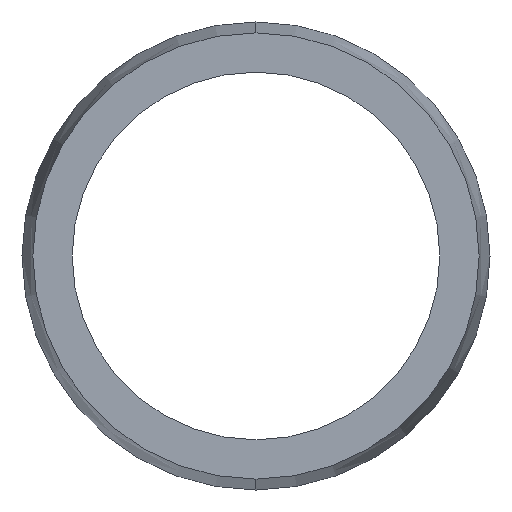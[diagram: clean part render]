
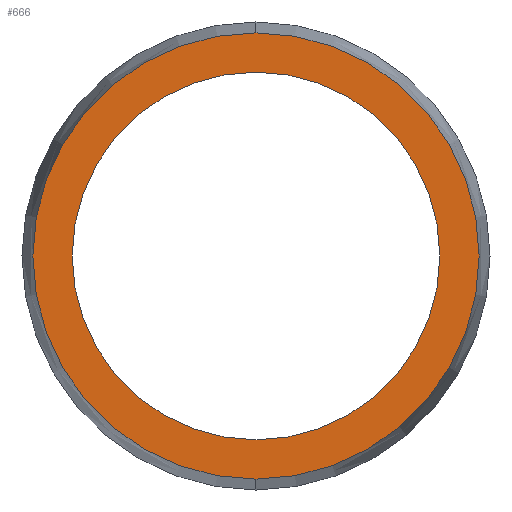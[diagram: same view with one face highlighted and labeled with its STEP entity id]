
A CAD part, left-side view. The second image highlights one B-rep face of the part: STEP entity #666.
In plain terms, the highlighted planar face has unit normal (-1, 0, 0).
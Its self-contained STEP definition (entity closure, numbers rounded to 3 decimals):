
#1 = ORIENTED_EDGE ( 'NONE', *, *, #750, .T. ) ;
#62 = DIRECTION ( 'NONE',  ( -1., 0., 0. ) ) ;
#121 = CIRCLE ( 'NONE', #412, 11. ) ;
#123 = EDGE_CURVE ( 'NONE', #238, #805, #121, .T. ) ;
#130 = ORIENTED_EDGE ( 'NONE', *, *, #123, .F. ) ;
#167 = AXIS2_PLACEMENT_3D ( 'NONE', #390, #644, #348 ) ;
#178 = CARTESIAN_POINT ( 'NONE',  ( -31.01, 0., 11. ) ) ;
#182 = DIRECTION ( 'NONE',  ( -1., 0., 0. ) ) ;
#189 = DIRECTION ( 'NONE',  ( 0., 0., -1. ) ) ;
#191 = CIRCLE ( 'NONE', #167, 11. ) ;
#201 = VERTEX_POINT ( 'NONE', #380 ) ;
#216 = FACE_OUTER_BOUND ( 'NONE', #817, .T. ) ;
#224 = CARTESIAN_POINT ( 'NONE',  ( -31.01, 0., 0. ) ) ;
#238 = VERTEX_POINT ( 'NONE', #368 ) ;
#283 = DIRECTION ( 'NONE',  ( -1., 0., 0. ) ) ;
#287 = EDGE_CURVE ( 'NONE', #624, #201, #436, .T. ) ;
#317 = DIRECTION ( 'NONE',  ( 0., 0., 1. ) ) ;
#339 = CIRCLE ( 'NONE', #684, 13.35 ) ;
#348 = DIRECTION ( 'NONE',  ( 0., 0., 1. ) ) ;
#368 = CARTESIAN_POINT ( 'NONE',  ( -31.01, 0., -11. ) ) ;
#377 = CARTESIAN_POINT ( 'NONE',  ( -31.01, 0., 0. ) ) ;
#380 = CARTESIAN_POINT ( 'NONE',  ( -31.01, 0., 13.35 ) ) ;
#390 = CARTESIAN_POINT ( 'NONE',  ( -31.01, 0., 0. ) ) ;
#391 = ORIENTED_EDGE ( 'NONE', *, *, #515, .F. ) ;
#412 = AXIS2_PLACEMENT_3D ( 'NONE', #224, #283, #731 ) ;
#413 = FACE_BOUND ( 'NONE', #735, .T. ) ;
#419 = AXIS2_PLACEMENT_3D ( 'NONE', #752, #438, #189 ) ;
#436 = CIRCLE ( 'NONE', #546, 13.35 ) ;
#438 = DIRECTION ( 'NONE',  ( 1., 0., 0. ) ) ;
#485 = CARTESIAN_POINT ( 'NONE',  ( -31.01, 0., -13.35 ) ) ;
#515 = EDGE_CURVE ( 'NONE', #805, #238, #191, .T. ) ;
#546 = AXIS2_PLACEMENT_3D ( 'NONE', #691, #62, #317 ) ;
#550 = ORIENTED_EDGE ( 'NONE', *, *, #287, .T. ) ;
#624 = VERTEX_POINT ( 'NONE', #485 ) ;
#644 = DIRECTION ( 'NONE',  ( -1., 0., 0. ) ) ;
#666 = ADVANCED_FACE ( 'NONE', ( #413, #216 ), #813, .F. ) ;
#684 = AXIS2_PLACEMENT_3D ( 'NONE', #377, #182, #693 ) ;
#691 = CARTESIAN_POINT ( 'NONE',  ( -31.01, 0., 0. ) ) ;
#693 = DIRECTION ( 'NONE',  ( 0., 0., 1. ) ) ;
#731 = DIRECTION ( 'NONE',  ( 0., 0., 1. ) ) ;
#735 = EDGE_LOOP ( 'NONE', ( #391, #130 ) ) ;
#750 = EDGE_CURVE ( 'NONE', #201, #624, #339, .T. ) ;
#752 = CARTESIAN_POINT ( 'NONE',  ( -31.01, 13.35, 0. ) ) ;
#805 = VERTEX_POINT ( 'NONE', #178 ) ;
#813 = PLANE ( 'NONE',  #419 ) ;
#817 = EDGE_LOOP ( 'NONE', ( #550, #1 ) ) ;
